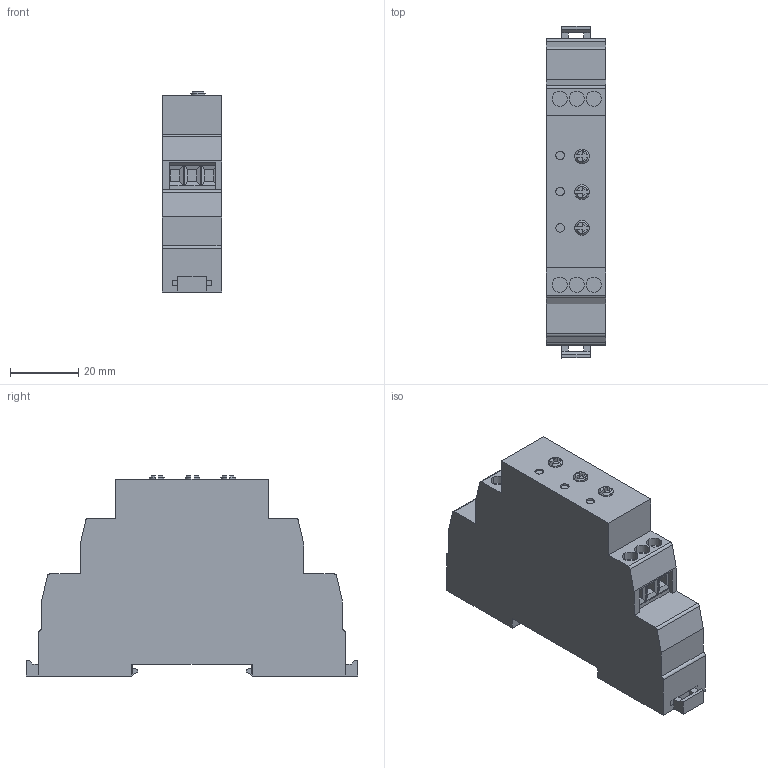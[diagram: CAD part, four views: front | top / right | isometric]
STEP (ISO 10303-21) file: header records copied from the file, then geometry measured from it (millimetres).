
FILE_DESCRIPTION(('CATIA V5R24 STEP','CAx-IF Rec.Pracs.--- Model Styling and Organization---1.2---2011-12-15'),'2;1');
FILE_NAME ('10825712_4', '2017-09-04T12:04:43+00:00', ('Weidmueller Interface'), ('Weidmueller'), 'CATIA Version 5-6 Release 2014 SP4 HF52', 'CATIA V5 STEP AP214', 'none');
FILE_SCHEMA(('AUTOMOTIVE_DESIGN { 1 0 10303 214 1 1 1 1 }'));
Length unit declared in the file: millimetre
Products named in the file (1): 2496190000
Bounding box: 17.5 x 97.6 x 58.8 mm (x, y, z)
Volume: 71061.7 mm3; surface area: 16753.9 mm2
Topology: 6 solids, 6 shells, 309 faces, 851 edges, 564 vertices
Faces by surface type: plane 244, cylinder 53, cone 12
Entity records: 9341 total; most frequent: ORIENTED_EDGE 1702, CARTESIAN_POINT 1653, DIRECTION 1205, EDGE_CURVE 845, VECTOR 692, LINE 692, VERTEX_POINT 558, AXIS2_PLACEMENT_3D 323
